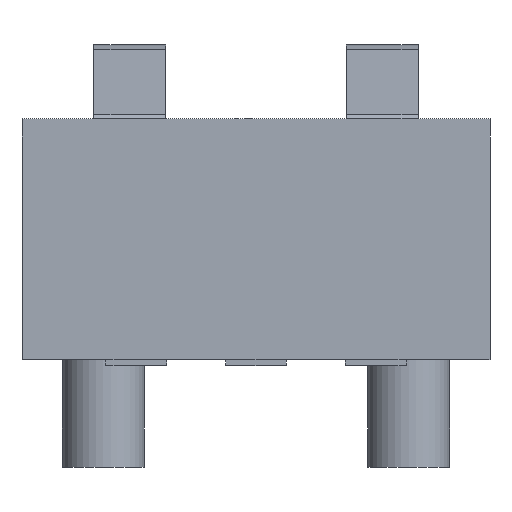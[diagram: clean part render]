
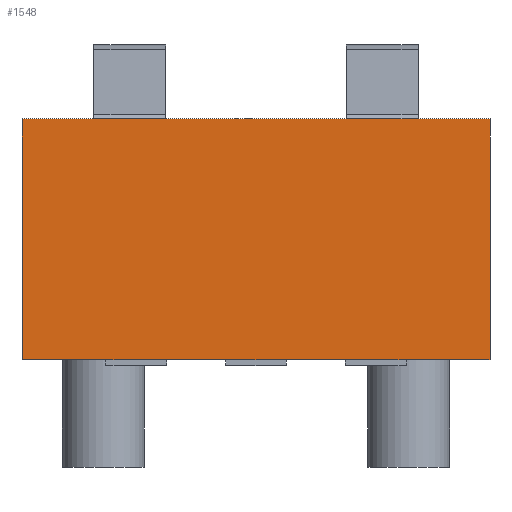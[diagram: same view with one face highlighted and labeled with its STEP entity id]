
A CAD part, front view. The second image highlights one B-rep face of the part: STEP entity #1548.
In plain terms, the highlighted planar face has unit normal (0, -1, 0).
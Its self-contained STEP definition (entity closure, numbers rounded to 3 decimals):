
#25 = VECTOR ( 'NONE', #1270, 1000. ) ;
#29 = ORIENTED_EDGE ( 'NONE', *, *, #750, .T. ) ;
#30 = ORIENTED_EDGE ( 'NONE', *, *, #1078, .F. ) ;
#96 = ORIENTED_EDGE ( 'NONE', *, *, #1387, .F. ) ;
#155 = LINE ( 'NONE', #638, #589 ) ;
#162 = DIRECTION ( 'NONE',  ( -1., 0., 0. ) ) ;
#176 = VERTEX_POINT ( 'NONE', #1353 ) ;
#203 = LINE ( 'NONE', #652, #25 ) ;
#204 = EDGE_LOOP ( 'NONE', ( #1392, #29, #96, #486, #1288, #30, #945, #1411 ) ) ;
#411 = EDGE_CURVE ( 'NONE', #1465, #616, #1294, .T. ) ;
#416 = VERTEX_POINT ( 'NONE', #1543 ) ;
#439 = LINE ( 'NONE', #1072, #1435 ) ;
#442 = EDGE_CURVE ( 'NONE', #416, #775, #439, .T. ) ;
#454 = DIRECTION ( 'NONE',  ( -1., 0., 0. ) ) ;
#464 = EDGE_CURVE ( 'NONE', #971, #1465, #692, .T. ) ;
#465 = CARTESIAN_POINT ( 'NONE',  ( 3.91, -5.5, 0.1 ) ) ;
#486 = ORIENTED_EDGE ( 'NONE', *, *, #411, .F. ) ;
#538 = CARTESIAN_POINT ( 'NONE',  ( -3.91, -5.5, 4.12 ) ) ;
#579 = FACE_OUTER_BOUND ( 'NONE', #204, .T. ) ;
#589 = VECTOR ( 'NONE', #1135, 1000. ) ;
#616 = VERTEX_POINT ( 'NONE', #1166 ) ;
#638 = CARTESIAN_POINT ( 'NONE',  ( 0., -5.5, 4.12 ) ) ;
#652 = CARTESIAN_POINT ( 'NONE',  ( 3.91, -5.5, 0.1 ) ) ;
#692 = LINE ( 'NONE', #1560, #1510 ) ;
#695 = DIRECTION ( 'NONE',  ( -1., 0., 0. ) ) ;
#731 = PLANE ( 'NONE',  #954 ) ;
#750 = EDGE_CURVE ( 'NONE', #775, #1162, #155, .T. ) ;
#775 = VERTEX_POINT ( 'NONE', #836 ) ;
#836 = CARTESIAN_POINT ( 'NONE',  ( 3.91, -5.5, 4.12 ) ) ;
#843 = CARTESIAN_POINT ( 'NONE',  ( -1.492, -5.5, 0.1 ) ) ;
#878 = EDGE_CURVE ( 'NONE', #416, #1087, #1317, .T. ) ;
#934 = DIRECTION ( 'NONE',  ( 0., 0., 1. ) ) ;
#938 = DIRECTION ( 'NONE',  ( 0., 0., 1. ) ) ;
#945 = ORIENTED_EDGE ( 'NONE', *, *, #1194, .F. ) ;
#954 = AXIS2_PLACEMENT_3D ( 'NONE', #955, #1315, #1448 ) ;
#955 = CARTESIAN_POINT ( 'NONE',  ( 3.91, -5.5, 0.1 ) ) ;
#968 = LINE ( 'NONE', #1091, #1542 ) ;
#971 = VERTEX_POINT ( 'NONE', #843 ) ;
#982 = VECTOR ( 'NONE', #938, 1000. ) ;
#1042 = CARTESIAN_POINT ( 'NONE',  ( -3.91, -5.5, 0.1 ) ) ;
#1055 = VECTOR ( 'NONE', #162, 1000. ) ;
#1072 = CARTESIAN_POINT ( 'NONE',  ( 3.91, -5.5, 0.1 ) ) ;
#1078 = EDGE_CURVE ( 'NONE', #176, #971, #203, .T. ) ;
#1087 = VERTEX_POINT ( 'NONE', #1390 ) ;
#1091 = CARTESIAN_POINT ( 'NONE',  ( 3.91, -5.5, 0.1 ) ) ;
#1135 = DIRECTION ( 'NONE',  ( -1., 0., 0. ) ) ;
#1162 = VERTEX_POINT ( 'NONE', #538 ) ;
#1166 = CARTESIAN_POINT ( 'NONE',  ( -3.91, -5.5, 0.1 ) ) ;
#1172 = LINE ( 'NONE', #1042, #982 ) ;
#1194 = EDGE_CURVE ( 'NONE', #1087, #176, #968, .T. ) ;
#1245 = CARTESIAN_POINT ( 'NONE',  ( 3.91, -5.5, 0.1 ) ) ;
#1270 = DIRECTION ( 'NONE',  ( -1., 0., 0. ) ) ;
#1288 = ORIENTED_EDGE ( 'NONE', *, *, #464, .F. ) ;
#1294 = LINE ( 'NONE', #465, #1538 ) ;
#1315 = DIRECTION ( 'NONE',  ( 0., -1., 0. ) ) ;
#1317 = LINE ( 'NONE', #1245, #1055 ) ;
#1353 = CARTESIAN_POINT ( 'NONE',  ( 1.492, -5.5, 0.1 ) ) ;
#1387 = EDGE_CURVE ( 'NONE', #616, #1162, #1172, .T. ) ;
#1390 = CARTESIAN_POINT ( 'NONE',  ( 2.508, -5.5, 0.1 ) ) ;
#1392 = ORIENTED_EDGE ( 'NONE', *, *, #442, .T. ) ;
#1411 = ORIENTED_EDGE ( 'NONE', *, *, #878, .F. ) ;
#1435 = VECTOR ( 'NONE', #934, 1000. ) ;
#1448 = DIRECTION ( 'NONE',  ( 0., 0., -1. ) ) ;
#1452 = DIRECTION ( 'NONE',  ( -1., 0., 0. ) ) ;
#1465 = VERTEX_POINT ( 'NONE', #1523 ) ;
#1510 = VECTOR ( 'NONE', #454, 1000. ) ;
#1523 = CARTESIAN_POINT ( 'NONE',  ( -2.508, -5.5, 0.1 ) ) ;
#1538 = VECTOR ( 'NONE', #1452, 1000. ) ;
#1542 = VECTOR ( 'NONE', #695, 1000. ) ;
#1543 = CARTESIAN_POINT ( 'NONE',  ( 3.91, -5.5, 0.1 ) ) ;
#1548 = ADVANCED_FACE ( 'NONE', ( #579 ), #731, .T. ) ;
#1560 = CARTESIAN_POINT ( 'NONE',  ( 3.91, -5.5, 0.1 ) ) ;
